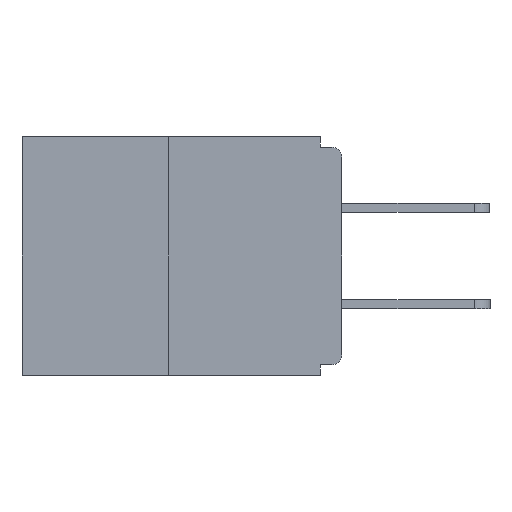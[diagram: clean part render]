
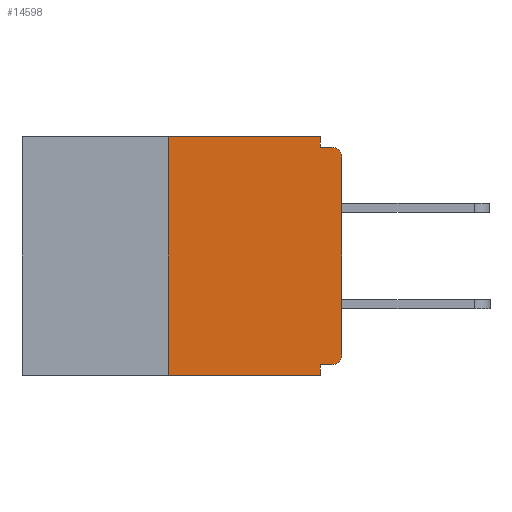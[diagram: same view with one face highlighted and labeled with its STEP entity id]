
A CAD part, left-side view. The second image highlights one B-rep face of the part: STEP entity #14598.
In plain terms, the highlighted planar face has unit normal (-1, 0, 0).
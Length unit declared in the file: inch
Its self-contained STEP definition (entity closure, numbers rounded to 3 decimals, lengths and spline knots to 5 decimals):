
#330 = VERTEX_POINT ( 'NONE', #31942 ) ;
#553 = AXIS2_PLACEMENT_3D ( 'NONE', #18495, #13414, #30750 ) ;
#1366 = CARTESIAN_POINT ( 'NONE',  ( 0., 0.031, 0. ) ) ;
#1873 = CARTESIAN_POINT ( 'NONE',  ( 0., 0.031, -0.343 ) ) ;
#1989 = DIRECTION ( 'NONE',  ( -1., 0., 0. ) ) ;
#2557 = EDGE_CURVE ( 'NONE', #11089, #30777, #11159, .T. ) ;
#3036 = CARTESIAN_POINT ( 'NONE',  ( 0., 0.46, 0. ) ) ;
#3385 = DIRECTION ( 'NONE',  ( 0., -1., 0. ) ) ;
#3526 = ORIENTED_EDGE ( 'NONE', *, *, #23053, .T. ) ;
#3920 = VERTEX_POINT ( 'NONE', #9311 ) ;
#4307 = VERTEX_POINT ( 'NONE', #1366 ) ;
#5358 = LINE ( 'NONE', #29142, #28268 ) ;
#5504 = CARTESIAN_POINT ( 'NONE',  ( 0., 0., -0.328 ) ) ;
#6044 = EDGE_LOOP ( 'NONE', ( #16870, #28133, #15252, #23811, #22761, #23986, #3526, #16025, #21039, #6508 ) ) ;
#6085 = DIRECTION ( 'NONE',  ( 0., 0., -1. ) ) ;
#6474 = VECTOR ( 'NONE', #30551, 39.37008 ) ;
#6508 = ORIENTED_EDGE ( 'NONE', *, *, #31501, .F. ) ;
#7323 = LINE ( 'NONE', #30574, #25522 ) ;
#8369 = EDGE_CURVE ( 'NONE', #16165, #3920, #7323, .T. ) ;
#8424 = LINE ( 'NONE', #30753, #21566 ) ;
#8590 = PLANE ( 'NONE',  #15286 ) ;
#8694 = VECTOR ( 'NONE', #13535, 39.37008 ) ;
#9311 = CARTESIAN_POINT ( 'NONE',  ( 0., 0.015, -0.015 ) ) ;
#9524 = DIRECTION ( 'NONE',  ( 0., 0., 1. ) ) ;
#10440 = EDGE_CURVE ( 'NONE', #11089, #330, #19871, .T. ) ;
#10948 = DIRECTION ( 'NONE',  ( 0., -1., 0. ) ) ;
#10991 = EDGE_CURVE ( 'NONE', #27233, #20018, #11358, .T. ) ;
#11089 = VERTEX_POINT ( 'NONE', #19133 ) ;
#11159 = CIRCLE ( 'NONE', #553, 0.015 ) ;
#11358 = LINE ( 'NONE', #27504, #26112 ) ;
#12404 = FACE_OUTER_BOUND ( 'NONE', #6044, .T. ) ;
#13283 = CARTESIAN_POINT ( 'NONE',  ( 0., 0., -0.313 ) ) ;
#13414 = DIRECTION ( 'NONE',  ( -1., 0., 0. ) ) ;
#13535 = DIRECTION ( 'NONE',  ( 0., 1., 0. ) ) ;
#13763 = AXIS2_PLACEMENT_3D ( 'NONE', #21350, #1989, #16803 ) ;
#14598 = ADVANCED_FACE ( 'NONE', ( #12404 ), #8590, .F. ) ;
#15252 = ORIENTED_EDGE ( 'NONE', *, *, #16488, .T. ) ;
#15286 = AXIS2_PLACEMENT_3D ( 'NONE', #28209, #18316, #6085 ) ;
#15741 = CARTESIAN_POINT ( 'NONE',  ( 0., 0.031, -0.015 ) ) ;
#15742 = LINE ( 'NONE', #27273, #30117 ) ;
#16025 = ORIENTED_EDGE ( 'NONE', *, *, #27366, .T. ) ;
#16165 = VERTEX_POINT ( 'NONE', #15741 ) ;
#16488 = EDGE_CURVE ( 'NONE', #27233, #27630, #28599, .T. ) ;
#16760 = CARTESIAN_POINT ( 'NONE',  ( 0., 0.25, 0. ) ) ;
#16803 = DIRECTION ( 'NONE',  ( 0., 0., -1. ) ) ;
#16870 = ORIENTED_EDGE ( 'NONE', *, *, #22820, .F. ) ;
#16895 = CARTESIAN_POINT ( 'NONE',  ( 0., 0.46, -0.343 ) ) ;
#18316 = DIRECTION ( 'NONE',  ( 1., 0., 0. ) ) ;
#18346 = CARTESIAN_POINT ( 'NONE',  ( 0., 0., -0.03 ) ) ;
#18495 = CARTESIAN_POINT ( 'NONE',  ( 0., 0.015, -0.313 ) ) ;
#18904 = VECTOR ( 'NONE', #10948, 39.37008 ) ;
#19133 = CARTESIAN_POINT ( 'NONE',  ( 0., 0.015, -0.328 ) ) ;
#19257 = DIRECTION ( 'NONE',  ( 0., 0., -1. ) ) ;
#19871 = LINE ( 'NONE', #5504, #8694 ) ;
#20018 = VERTEX_POINT ( 'NONE', #16760 ) ;
#20652 = DIRECTION ( 'NONE',  ( 0., 0., -1. ) ) ;
#21039 = ORIENTED_EDGE ( 'NONE', *, *, #8369, .F. ) ;
#21350 = CARTESIAN_POINT ( 'NONE',  ( 0., 0.015, -0.03 ) ) ;
#21566 = VECTOR ( 'NONE', #20652, 39.37008 ) ;
#22761 = ORIENTED_EDGE ( 'NONE', *, *, #10440, .F. ) ;
#22820 = EDGE_CURVE ( 'NONE', #20018, #4307, #27414, .T. ) ;
#23053 = EDGE_CURVE ( 'NONE', #30777, #31779, #15742, .T. ) ;
#23811 = ORIENTED_EDGE ( 'NONE', *, *, #30333, .F. ) ;
#23986 = ORIENTED_EDGE ( 'NONE', *, *, #2557, .T. ) ;
#25522 = VECTOR ( 'NONE', #3385, 39.37008 ) ;
#26112 = VECTOR ( 'NONE', #27614, 39.37008 ) ;
#26881 = CIRCLE ( 'NONE', #13763, 0.015 ) ;
#27233 = VERTEX_POINT ( 'NONE', #31134 ) ;
#27273 = CARTESIAN_POINT ( 'NONE',  ( 0., 0., 0. ) ) ;
#27366 = EDGE_CURVE ( 'NONE', #31779, #3920, #26881, .T. ) ;
#27414 = LINE ( 'NONE', #3036, #6474 ) ;
#27504 = CARTESIAN_POINT ( 'NONE',  ( 0., 0.25, 0. ) ) ;
#27614 = DIRECTION ( 'NONE',  ( 0., 0., 1. ) ) ;
#27630 = VERTEX_POINT ( 'NONE', #1873 ) ;
#28133 = ORIENTED_EDGE ( 'NONE', *, *, #10991, .F. ) ;
#28209 = CARTESIAN_POINT ( 'NONE',  ( 0., 0.46, 0. ) ) ;
#28268 = VECTOR ( 'NONE', #19257, 39.37008 ) ;
#28599 = LINE ( 'NONE', #16895, #18904 ) ;
#29142 = CARTESIAN_POINT ( 'NONE',  ( 0., 0.031, -0.343 ) ) ;
#30117 = VECTOR ( 'NONE', #9524, 39.37008 ) ;
#30333 = EDGE_CURVE ( 'NONE', #330, #27630, #5358, .T. ) ;
#30551 = DIRECTION ( 'NONE',  ( 0., -1., 0. ) ) ;
#30574 = CARTESIAN_POINT ( 'NONE',  ( 0., 0., -0.015 ) ) ;
#30750 = DIRECTION ( 'NONE',  ( 0., 0., -1. ) ) ;
#30753 = CARTESIAN_POINT ( 'NONE',  ( 0., 0.031, 0. ) ) ;
#30777 = VERTEX_POINT ( 'NONE', #13283 ) ;
#31134 = CARTESIAN_POINT ( 'NONE',  ( 0., 0.25, -0.343 ) ) ;
#31501 = EDGE_CURVE ( 'NONE', #4307, #16165, #8424, .T. ) ;
#31779 = VERTEX_POINT ( 'NONE', #18346 ) ;
#31942 = CARTESIAN_POINT ( 'NONE',  ( 0., 0.031, -0.328 ) ) ;
